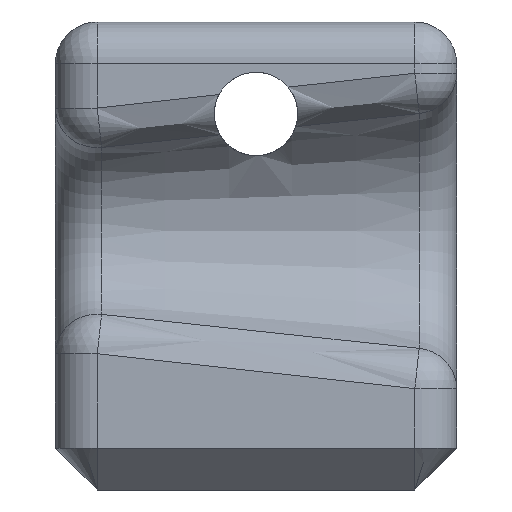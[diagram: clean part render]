
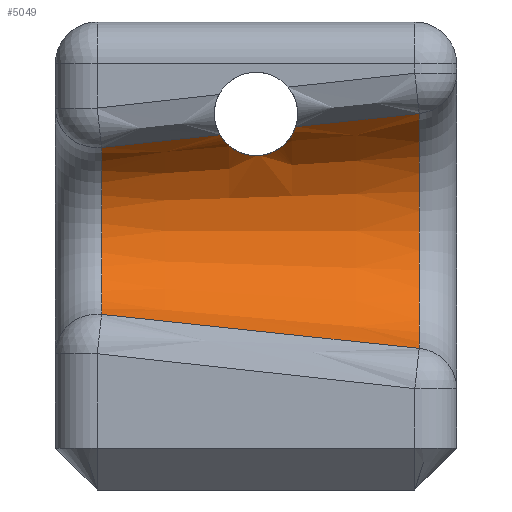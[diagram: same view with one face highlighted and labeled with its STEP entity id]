
A CAD part, left-side view. The second image highlights one B-rep face of the part: STEP entity #5049.
In plain terms, the highlighted conical face has half-angle 6 degrees and reference radius 3 mm.
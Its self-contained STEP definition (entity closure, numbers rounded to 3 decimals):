
#77=CONICAL_SURFACE('',#5304,3.,0.105);
#127=CIRCLE('',#5305,2.107);
#128=CIRCLE('',#5306,2.906);
#403=B_SPLINE_CURVE_WITH_KNOTS('',3,(#9337,#9338,#9339,#9340,#9341,#9342,
#9343,#9344,#9345,#9346,#9347,#9348,#9349,#9350,#9351,#9352,#9353,#9354,
#9355,#9356),.UNSPECIFIED.,.F.,.F.,(4,2,2,2,2,2,2,2,2,4),(0.071,
0.092,0.138,0.184,0.212,
0.24,0.268,0.295,0.339,
0.342),.UNSPECIFIED.);
#406=B_SPLINE_CURVE_WITH_KNOTS('',3,(#9413,#9414,#9415,#9416,#9417,#9418),
 .UNSPECIFIED.,.F.,.F.,(4,2,4),(0.342,0.382,0.399),
 .UNSPECIFIED.);
#414=B_SPLINE_CURVE_WITH_KNOTS('',3,(#9503,#9504,#9505,#9506),
 .UNSPECIFIED.,.F.,.F.,(4,4),(0.201,0.486),
 .UNSPECIFIED.);
#415=B_SPLINE_CURVE_WITH_KNOTS('',3,(#9510,#9511,#9512,#9513),
 .UNSPECIFIED.,.F.,.F.,(4,4),(0.191,0.955),
 .UNSPECIFIED.);
#416=B_SPLINE_CURVE_WITH_KNOTS('',3,(#9516,#9517,#9518,#9519),
 .UNSPECIFIED.,.F.,.F.,(4,4),(0.669,0.966),
 .UNSPECIFIED.);
#729=FACE_OUTER_BOUND('',#1033,.T.);
#1033=EDGE_LOOP('',(#4387,#4388,#4389,#4390,#4391,#4392,#4393));
#2375=VERTEX_POINT('',#9334);
#2376=VERTEX_POINT('',#9336);
#2379=VERTEX_POINT('',#9372);
#2388=VERTEX_POINT('',#9502);
#2389=VERTEX_POINT('',#9507);
#2390=VERTEX_POINT('',#9509);
#2391=VERTEX_POINT('',#9514);
#3052=EDGE_CURVE('',#2376,#2375,#403,.T.);
#3056=EDGE_CURVE('',#2375,#2379,#406,.T.);
#3069=EDGE_CURVE('',#2388,#2379,#414,.T.);
#3070=EDGE_CURVE('',#2389,#2388,#127,.T.);
#3071=EDGE_CURVE('',#2390,#2389,#415,.T.);
#3072=EDGE_CURVE('',#2391,#2390,#128,.T.);
#3073=EDGE_CURVE('',#2376,#2391,#416,.T.);
#4387=ORIENTED_EDGE('',*,*,#3052,.T.);
#4388=ORIENTED_EDGE('',*,*,#3056,.T.);
#4389=ORIENTED_EDGE('',*,*,#3069,.F.);
#4390=ORIENTED_EDGE('',*,*,#3070,.F.);
#4391=ORIENTED_EDGE('',*,*,#3071,.F.);
#4392=ORIENTED_EDGE('',*,*,#3072,.F.);
#4393=ORIENTED_EDGE('',*,*,#3073,.F.);
#5049=ADVANCED_FACE('',(#729),#77,.F.);
#5304=AXIS2_PLACEMENT_3D('',#9501,#6153,#6154);
#5305=AXIS2_PLACEMENT_3D('',#9508,#6155,#6156);
#5306=AXIS2_PLACEMENT_3D('',#9515,#6157,#6158);
#6153=DIRECTION('center_axis',(0.,-1.,0.));
#6154=DIRECTION('ref_axis',(1.,0.,0.));
#6155=DIRECTION('center_axis',(0.,-1.,0.));
#6156=DIRECTION('ref_axis',(1.,0.,0.));
#6157=DIRECTION('center_axis',(0.,1.,0.));
#6158=DIRECTION('ref_axis',(1.,0.,0.));
#9334=CARTESIAN_POINT('',(-11.271,3.707,8.793));
#9336=CARTESIAN_POINT('',(-11.774,2.048,9.195));
#9337=CARTESIAN_POINT('Ctrl Pts',(-11.774,2.048,9.195));
#9338=CARTESIAN_POINT('Ctrl Pts',(-11.705,2.054,9.175));
#9339=CARTESIAN_POINT('Ctrl Pts',(-11.637,2.062,9.151));
#9340=CARTESIAN_POINT('Ctrl Pts',(-11.429,2.096,9.069));
#9341=CARTESIAN_POINT('Ctrl Pts',(-11.297,2.129,9.001));
#9342=CARTESIAN_POINT('Ctrl Pts',(-11.064,2.234,8.851));
#9343=CARTESIAN_POINT('Ctrl Pts',(-10.963,2.304,8.77));
#9344=CARTESIAN_POINT('Ctrl Pts',(-10.837,2.475,8.645));
#9345=CARTESIAN_POINT('Ctrl Pts',(-10.798,2.556,8.599));
#9346=CARTESIAN_POINT('Ctrl Pts',(-10.752,2.734,8.531));
#9347=CARTESIAN_POINT('Ctrl Pts',(-10.745,2.832,8.51));
#9348=CARTESIAN_POINT('Ctrl Pts',(-10.758,3.016,8.496));
#9349=CARTESIAN_POINT('Ctrl Pts',(-10.779,3.114,8.502));
#9350=CARTESIAN_POINT('Ctrl Pts',(-10.848,3.295,8.54));
#9351=CARTESIAN_POINT('Ctrl Pts',(-10.897,3.378,8.571));
#9352=CARTESIAN_POINT('Ctrl Pts',(-11.033,3.551,8.657));
#9353=CARTESIAN_POINT('Ctrl Pts',(-11.133,3.631,8.72));
#9354=CARTESIAN_POINT('Ctrl Pts',(-11.255,3.698,8.784));
#9355=CARTESIAN_POINT('Ctrl Pts',(-11.263,3.703,8.789));
#9356=CARTESIAN_POINT('Ctrl Pts',(-11.271,3.707,8.793));
#9372=CARTESIAN_POINT('',(-11.789,3.866,9.001));
#9413=CARTESIAN_POINT('Ctrl Pts',(-11.271,3.707,8.793));
#9414=CARTESIAN_POINT('Ctrl Pts',(-11.378,3.763,8.848));
#9415=CARTESIAN_POINT('Ctrl Pts',(-11.497,3.803,8.902));
#9416=CARTESIAN_POINT('Ctrl Pts',(-11.677,3.846,8.966));
#9417=CARTESIAN_POINT('Ctrl Pts',(-11.733,3.857,8.984));
#9418=CARTESIAN_POINT('Ctrl Pts',(-11.789,3.866,9.001));
#9501=CARTESIAN_POINT('Origin',(-12.488,-1.8,6.7));
#9502=CARTESIAN_POINT('',(-11.817,6.695,8.697));
#9503=CARTESIAN_POINT('Ctrl Pts',(-11.817,6.695,8.697));
#9504=CARTESIAN_POINT('Ctrl Pts',(-11.807,5.752,8.798));
#9505=CARTESIAN_POINT('Ctrl Pts',(-11.798,4.809,8.9));
#9506=CARTESIAN_POINT('Ctrl Pts',(-11.789,3.866,9.001));
#9507=CARTESIAN_POINT('',(-11.817,6.695,4.703));
#9508=CARTESIAN_POINT('Origin',(-12.488,6.695,6.7));
#9509=CARTESIAN_POINT('',(-11.752,-0.905,3.889));
#9510=CARTESIAN_POINT('Ctrl Pts',(-11.752,-0.905,
3.889));
#9511=CARTESIAN_POINT('Ctrl Pts',(-11.769,1.629,4.16));
#9512=CARTESIAN_POINT('Ctrl Pts',(-11.79,4.162,4.431));
#9513=CARTESIAN_POINT('Ctrl Pts',(-11.817,6.695,4.703));
#9514=CARTESIAN_POINT('',(-11.752,-0.905,9.511));
#9515=CARTESIAN_POINT('Origin',(-12.488,-0.905,6.7));
#9516=CARTESIAN_POINT('Ctrl Pts',(-11.774,2.048,9.195));
#9517=CARTESIAN_POINT('Ctrl Pts',(-11.766,1.064,9.301));
#9518=CARTESIAN_POINT('Ctrl Pts',(-11.759,0.08,
9.406));
#9519=CARTESIAN_POINT('Ctrl Pts',(-11.752,-0.905,
9.511));
